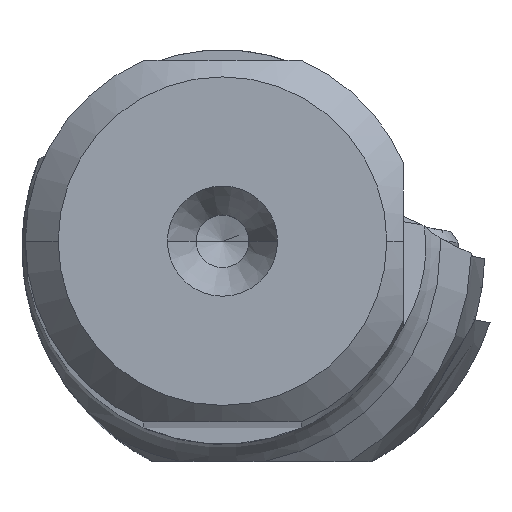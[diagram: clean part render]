
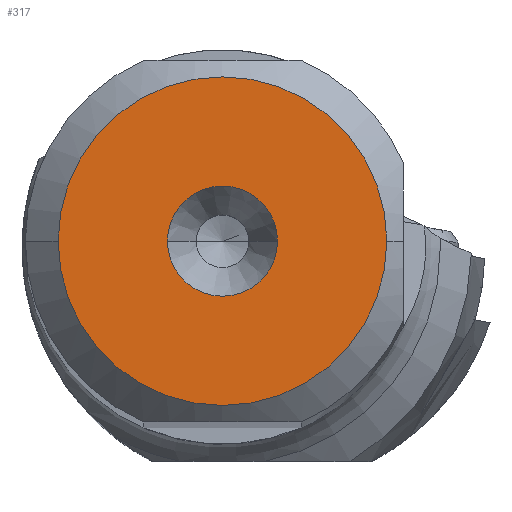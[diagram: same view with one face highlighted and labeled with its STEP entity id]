
A CAD part, top view. The second image highlights one B-rep face of the part: STEP entity #317.
In plain terms, the highlighted planar face has unit normal (0, 0, 1).
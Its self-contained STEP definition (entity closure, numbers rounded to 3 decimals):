
#80=FACE_BOUND('',#480,.T.);
#81=FACE_BOUND('',#481,.T.);
#103=PLANE('',#1589);
#317=ADVANCED_FACE('',(#80,#81),#103,.T.);
#480=EDGE_LOOP('',(#835,#836,#837,#838));
#481=EDGE_LOOP('',(#839,#840));
#545=CIRCLE('',#1579,5.);
#546=CIRCLE('',#1580,5.);
#547=CIRCLE('',#1582,5.);
#548=CIRCLE('',#1583,5.);
#549=CIRCLE('',#1587,1.675);
#550=CIRCLE('',#1588,1.675);
#835=ORIENTED_EDGE('',*,*,#1290,.T.);
#836=ORIENTED_EDGE('',*,*,#1294,.T.);
#837=ORIENTED_EDGE('',*,*,#1293,.T.);
#838=ORIENTED_EDGE('',*,*,#1291,.T.);
#839=ORIENTED_EDGE('',*,*,#1298,.T.);
#840=ORIENTED_EDGE('',*,*,#1299,.T.);
#1106=VERTEX_POINT('',#2654);
#1107=VERTEX_POINT('',#2656);
#1108=VERTEX_POINT('',#2658);
#1109=VERTEX_POINT('',#2662);
#1111=VERTEX_POINT('',#2678);
#1112=VERTEX_POINT('',#2679);
#1290=EDGE_CURVE('',#1107,#1106,#545,.T.);
#1291=EDGE_CURVE('',#1108,#1107,#546,.T.);
#1293=EDGE_CURVE('',#1109,#1108,#547,.T.);
#1294=EDGE_CURVE('',#1106,#1109,#548,.T.);
#1298=EDGE_CURVE('',#1111,#1112,#549,.T.);
#1299=EDGE_CURVE('',#1112,#1111,#550,.T.);
#1579=AXIS2_PLACEMENT_3D('',#2655,#1871,#1872);
#1580=AXIS2_PLACEMENT_3D('',#2657,#1873,#1874);
#1582=AXIS2_PLACEMENT_3D('',#2661,#1878,#1879);
#1583=AXIS2_PLACEMENT_3D('',#2663,#1880,#1881);
#1587=AXIS2_PLACEMENT_3D('',#2677,#1889,#1890);
#1588=AXIS2_PLACEMENT_3D('',#2680,#1891,#1892);
#1589=AXIS2_PLACEMENT_3D('',#2681,#1893,#1894);
#1871=DIRECTION('',(0.,0.,1.));
#1872=DIRECTION('',(0.,1.,0.));
#1873=DIRECTION('',(0.,0.,1.));
#1874=DIRECTION('',(1.,0.,0.));
#1878=DIRECTION('',(0.,0.,1.));
#1879=DIRECTION('',(0.,-1.,0.));
#1880=DIRECTION('',(0.,0.,1.));
#1881=DIRECTION('',(-1.,0.,0.));
#1889=DIRECTION('',(0.,0.,-1.));
#1890=DIRECTION('',(-1.,0.,0.));
#1891=DIRECTION('',(0.,0.,-1.));
#1892=DIRECTION('',(1.,0.,0.));
#1893=DIRECTION('',(0.,0.,1.));
#1894=DIRECTION('',(-1.,0.,0.));
#2654=CARTESIAN_POINT('',(-5.,0.,0.));
#2655=CARTESIAN_POINT('',(0.,0.,0.));
#2656=CARTESIAN_POINT('',(0.,5.,0.));
#2657=CARTESIAN_POINT('',(0.,0.,0.));
#2658=CARTESIAN_POINT('',(5.,0.,0.));
#2661=CARTESIAN_POINT('',(0.,0.,0.));
#2662=CARTESIAN_POINT('',(0.,-5.,0.));
#2663=CARTESIAN_POINT('',(0.,0.,0.));
#2677=CARTESIAN_POINT('',(0.,0.,0.));
#2678=CARTESIAN_POINT('',(-1.675,0.,0.));
#2679=CARTESIAN_POINT('',(1.675,0.,0.));
#2680=CARTESIAN_POINT('',(0.,0.,0.));
#2681=CARTESIAN_POINT('',(0.,0.,0.));
